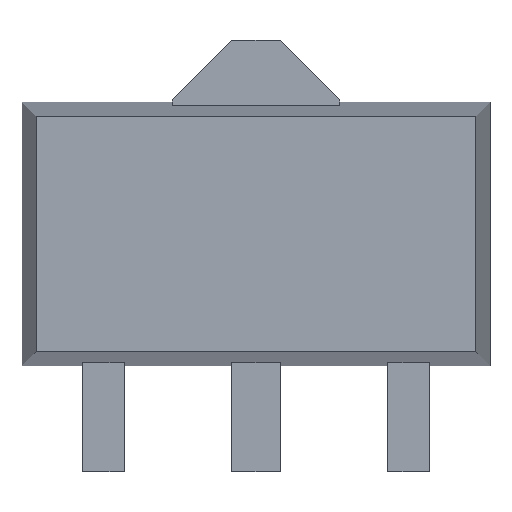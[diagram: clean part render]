
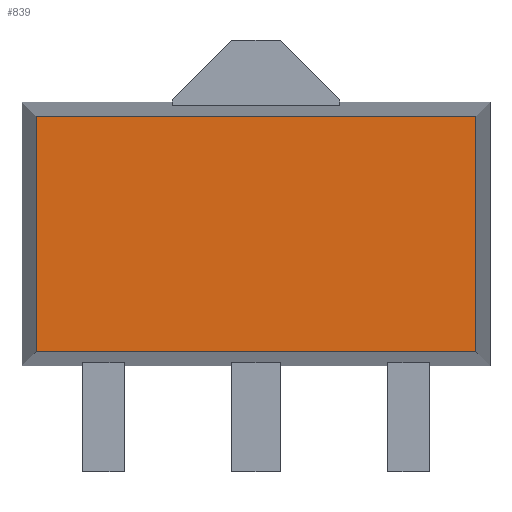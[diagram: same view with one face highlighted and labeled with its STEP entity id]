
A CAD part, top view. The second image highlights one B-rep face of the part: STEP entity #839.
In plain terms, the highlighted planar face has unit normal (0, 0, 1).
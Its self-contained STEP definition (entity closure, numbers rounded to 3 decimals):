
#22 = VERTEX_POINT ( 'NONE', #42 ) ;
#42 = CARTESIAN_POINT ( 'NONE',  ( -2.161, 1.156, 1.6 ) ) ;
#59 = CARTESIAN_POINT ( 'NONE',  ( 2.161, -1.156, 1.6 ) ) ;
#114 = VECTOR ( 'NONE', #1487, 1000. ) ;
#129 = VERTEX_POINT ( 'NONE', #991 ) ;
#141 = VECTOR ( 'NONE', #1130, 1000. ) ;
#146 = DIRECTION ( 'NONE',  ( 1., 0., 0. ) ) ;
#160 = CARTESIAN_POINT ( 'NONE',  ( 0., -1.156, 1.6 ) ) ;
#245 = DIRECTION ( 'NONE',  ( 0., 0., 1. ) ) ;
#387 = VERTEX_POINT ( 'NONE', #788 ) ;
#426 = EDGE_LOOP ( 'NONE', ( #720, #1113, #1471, #1007 ) ) ;
#500 = DIRECTION ( 'NONE',  ( 0., 1., 0. ) ) ;
#511 = FACE_OUTER_BOUND ( 'NONE', #426, .T. ) ;
#546 = DIRECTION ( 'NONE',  ( -1., 0., 0. ) ) ;
#623 = PLANE ( 'NONE',  #952 ) ;
#720 = ORIENTED_EDGE ( 'NONE', *, *, #977, .T. ) ;
#756 = LINE ( 'NONE', #1474, #114 ) ;
#762 = EDGE_CURVE ( 'NONE', #129, #1441, #1233, .T. ) ;
#788 = CARTESIAN_POINT ( 'NONE',  ( 2.161, 1.156, 1.6 ) ) ;
#839 = ADVANCED_FACE ( 'NONE', ( #511 ), #623, .T. ) ;
#841 = EDGE_CURVE ( 'NONE', #1441, #387, #844, .T. ) ;
#844 = LINE ( 'NONE', #1106, #1538 ) ;
#952 = AXIS2_PLACEMENT_3D ( 'NONE', #961, #245, #146 ) ;
#961 = CARTESIAN_POINT ( 'NONE',  ( 0., 0., 1.6 ) ) ;
#977 = EDGE_CURVE ( 'NONE', #22, #129, #756, .T. ) ;
#991 = CARTESIAN_POINT ( 'NONE',  ( -2.161, -1.156, 1.6 ) ) ;
#1007 = ORIENTED_EDGE ( 'NONE', *, *, #1502, .T. ) ;
#1106 = CARTESIAN_POINT ( 'NONE',  ( 2.161, 0., 1.6 ) ) ;
#1113 = ORIENTED_EDGE ( 'NONE', *, *, #762, .T. ) ;
#1130 = DIRECTION ( 'NONE',  ( 1., 0., 0. ) ) ;
#1173 = CARTESIAN_POINT ( 'NONE',  ( 0., 1.156, 1.6 ) ) ;
#1233 = LINE ( 'NONE', #160, #141 ) ;
#1441 = VERTEX_POINT ( 'NONE', #59 ) ;
#1471 = ORIENTED_EDGE ( 'NONE', *, *, #841, .T. ) ;
#1474 = CARTESIAN_POINT ( 'NONE',  ( -2.161, 0., 1.6 ) ) ;
#1487 = DIRECTION ( 'NONE',  ( 0., -1., 0. ) ) ;
#1502 = EDGE_CURVE ( 'NONE', #387, #22, #1503, .T. ) ;
#1503 = LINE ( 'NONE', #1173, #1512 ) ;
#1512 = VECTOR ( 'NONE', #546, 1000. ) ;
#1538 = VECTOR ( 'NONE', #500, 1000. ) ;
